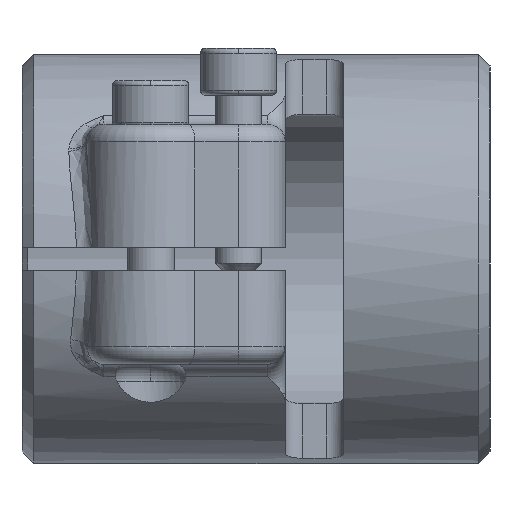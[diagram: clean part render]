
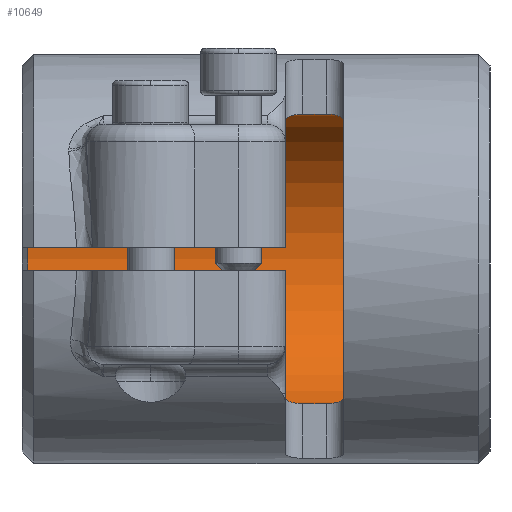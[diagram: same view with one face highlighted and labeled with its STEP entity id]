
A CAD part, left-side view. The second image highlights one B-rep face of the part: STEP entity #10649.
In plain terms, the highlighted cylindrical face has radius 26 mm (diameter 52 mm), a partial arc.
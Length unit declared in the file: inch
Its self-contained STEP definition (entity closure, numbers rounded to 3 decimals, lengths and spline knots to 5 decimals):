
#13 = VERTEX_POINT ( 'NONE', #7109 ) ;
#323 = CIRCLE ( 'NONE', #8992, 1.02362 ) ;
#879 = VECTOR ( 'NONE', #6365, 39.37008 ) ;
#998 = CARTESIAN_POINT ( 'NONE',  ( -3.97041, 0.15403, -0.90584 ) ) ;
#999 = DIRECTION ( 'NONE',  ( 0., 1., 0. ) ) ;
#1000 = DIRECTION ( 'NONE',  ( 0., 0., 1. ) ) ;
#1190 = EDGE_CURVE ( 'NONE', #6533, #6537, #10394, .T. ) ;
#1201 = EDGE_CURVE ( 'NONE', #6533, #13, #10407, .T. ) ;
#1202 = EDGE_CURVE ( 'NONE', #6537, #6538, #9492, .T. ) ;
#2640 = FACE_OUTER_BOUND ( 'NONE', #7044, .T. ) ;
#2649 = CYLINDRICAL_SURFACE ( 'NONE', #14557, 1.02362 ) ;
#5165 = ORIENTED_EDGE ( 'NONE', *, *, #1201, .F. ) ;
#5166 = ORIENTED_EDGE ( 'NONE', *, *, #1190, .T. ) ;
#5167 = ORIENTED_EDGE ( 'NONE', *, *, #1202, .T. ) ;
#5168 = ORIENTED_EDGE ( 'NONE', *, *, #7825, .T. ) ;
#6365 = DIRECTION ( 'NONE',  ( 0., -1., 0. ) ) ;
#6370 = CARTESIAN_POINT ( 'NONE',  ( -3.97041, 0.1934, 0.11778 ) ) ;
#6380 = CARTESIAN_POINT ( 'NONE',  ( -3.97041, 0.1934, -1.92947 ) ) ;
#6381 = DIRECTION ( 'NONE',  ( 0., -1., 0. ) ) ;
#6533 = VERTEX_POINT ( 'NONE', #11684 ) ;
#6537 = VERTEX_POINT ( 'NONE', #11688 ) ;
#6538 = VERTEX_POINT ( 'NONE', #11689 ) ;
#7044 = EDGE_LOOP ( 'NONE', ( #5165, #5166, #5167, #5168 ) ) ;
#7109 = CARTESIAN_POINT ( 'NONE',  ( -3.97041, -2.91684, 0.11778 ) ) ;
#7489 = AXIS2_PLACEMENT_3D ( 'NONE', #998, #999, #1000 ) ;
#7825 = EDGE_CURVE ( 'NONE', #6538, #13, #323, .T. ) ;
#8992 = AXIS2_PLACEMENT_3D ( 'NONE', #11814, #11815, #11816 ) ;
#9492 = LINE ( 'NONE', #6380, #9493 ) ;
#9493 = VECTOR ( 'NONE', #6381, 39.37008 ) ;
#10394 = CIRCLE ( 'NONE', #7489, 1.02362 ) ;
#10407 = LINE ( 'NONE', #6370, #879 ) ;
#10649 = ADVANCED_FACE ( 'NONE', ( #2640 ), #2649, .F. ) ;
#11684 = CARTESIAN_POINT ( 'NONE',  ( -3.97041, 0.15403, 0.11778 ) ) ;
#11688 = CARTESIAN_POINT ( 'NONE',  ( -3.97041, 0.15403, -1.92947 ) ) ;
#11689 = CARTESIAN_POINT ( 'NONE',  ( -3.97041, -2.91684, -1.92947 ) ) ;
#11814 = CARTESIAN_POINT ( 'NONE',  ( -3.97041, -2.91684, -0.90584 ) ) ;
#11815 = DIRECTION ( 'NONE',  ( 0., -1., 0. ) ) ;
#11816 = DIRECTION ( 'NONE',  ( 0., 0., -1. ) ) ;
#13272 = CARTESIAN_POINT ( 'NONE',  ( -3.97041, 0.1934, -0.90584 ) ) ;
#13273 = DIRECTION ( 'NONE',  ( 0., -1., 0. ) ) ;
#13282 = DIRECTION ( 'NONE',  ( 0., 0., -1. ) ) ;
#14557 = AXIS2_PLACEMENT_3D ( 'NONE', #13272, #13273, #13282 ) ;
